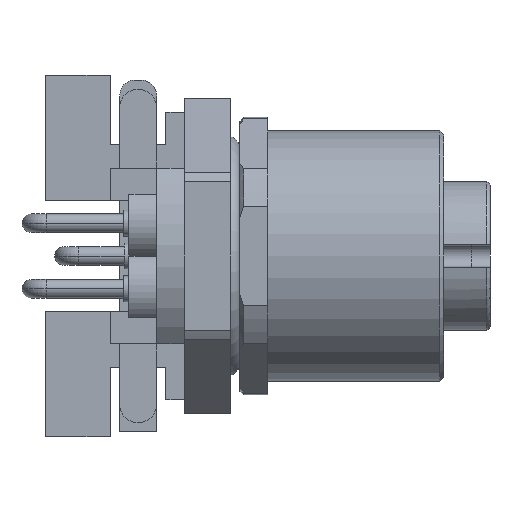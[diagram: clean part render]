
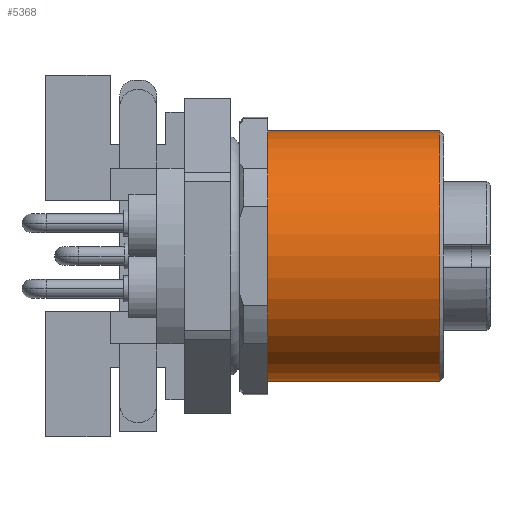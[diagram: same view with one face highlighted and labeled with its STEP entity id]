
A CAD part, front view. The second image highlights one B-rep face of the part: STEP entity #5368.
In plain terms, the highlighted cylindrical face has radius 6.75 mm (diameter 13.5 mm), a partial arc.
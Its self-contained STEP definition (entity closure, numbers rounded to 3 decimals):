
#144 = DIRECTION ( 'NONE',  ( 0., 0., 1. ) ) ;
#254 = DIRECTION ( 'NONE',  ( -1., 0., 0. ) ) ;
#347 = EDGE_CURVE ( 'NONE', #13238, #5925, #10502, .T. ) ;
#1464 = CARTESIAN_POINT ( 'NONE',  ( 1.5, 0., 0. ) ) ;
#2599 = AXIS2_PLACEMENT_3D ( 'NONE', #9124, #2662, #144 ) ;
#2662 = DIRECTION ( 'NONE',  ( -1., 0., 0. ) ) ;
#2787 = DIRECTION ( 'NONE',  ( 0., 0., 1. ) ) ;
#2879 = CARTESIAN_POINT ( 'NONE',  ( 10.8, 0., 0. ) ) ;
#3034 = CARTESIAN_POINT ( 'NONE',  ( 10.8, 0., 6.75 ) ) ;
#3716 = CIRCLE ( 'NONE', #15543, 6.75 ) ;
#4985 = EDGE_CURVE ( 'NONE', #9662, #7744, #3716, .T. ) ;
#5122 = CARTESIAN_POINT ( 'NONE',  ( 0., 0., -6.75 ) ) ;
#5277 = DIRECTION ( 'NONE',  ( 0., 0., 1. ) ) ;
#5368 = ADVANCED_FACE ( 'NONE', ( #9210 ), #6481, .T. ) ;
#5476 = CARTESIAN_POINT ( 'NONE',  ( 1.5, 0., -6.75 ) ) ;
#5925 = VERTEX_POINT ( 'NONE', #3034 ) ;
#5942 = ORIENTED_EDGE ( 'NONE', *, *, #8699, .F. ) ;
#6421 = DIRECTION ( 'NONE',  ( -1., 0., 0. ) ) ;
#6481 = CYLINDRICAL_SURFACE ( 'NONE', #2599, 6.75 ) ;
#7744 = VERTEX_POINT ( 'NONE', #14279 ) ;
#7916 = LINE ( 'NONE', #13484, #15903 ) ;
#8152 = DIRECTION ( 'NONE',  ( -1., 0., 0. ) ) ;
#8185 = EDGE_LOOP ( 'NONE', ( #5942, #14273, #16258, #14407 ) ) ;
#8699 = EDGE_CURVE ( 'NONE', #13238, #9662, #15612, .T. ) ;
#9124 = CARTESIAN_POINT ( 'NONE',  ( 0., 0., 0. ) ) ;
#9210 = FACE_OUTER_BOUND ( 'NONE', #8185, .T. ) ;
#9257 = DIRECTION ( 'NONE',  ( -1., 0., 0. ) ) ;
#9489 = AXIS2_PLACEMENT_3D ( 'NONE', #2879, #9257, #2787 ) ;
#9662 = VERTEX_POINT ( 'NONE', #5476 ) ;
#10140 = VECTOR ( 'NONE', #6421, 1000. ) ;
#10502 = CIRCLE ( 'NONE', #9489, 6.75 ) ;
#10516 = EDGE_CURVE ( 'NONE', #5925, #7744, #7916, .T. ) ;
#11151 = CARTESIAN_POINT ( 'NONE',  ( 10.8, 0., -6.75 ) ) ;
#13238 = VERTEX_POINT ( 'NONE', #11151 ) ;
#13484 = CARTESIAN_POINT ( 'NONE',  ( 0., 0., 6.75 ) ) ;
#14273 = ORIENTED_EDGE ( 'NONE', *, *, #347, .T. ) ;
#14279 = CARTESIAN_POINT ( 'NONE',  ( 1.5, 0., 6.75 ) ) ;
#14407 = ORIENTED_EDGE ( 'NONE', *, *, #4985, .F. ) ;
#15543 = AXIS2_PLACEMENT_3D ( 'NONE', #1464, #254, #5277 ) ;
#15612 = LINE ( 'NONE', #5122, #10140 ) ;
#15903 = VECTOR ( 'NONE', #8152, 1000. ) ;
#16258 = ORIENTED_EDGE ( 'NONE', *, *, #10516, .T. ) ;
